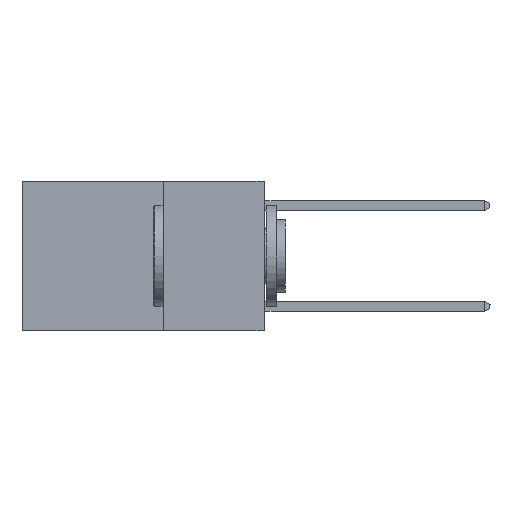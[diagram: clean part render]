
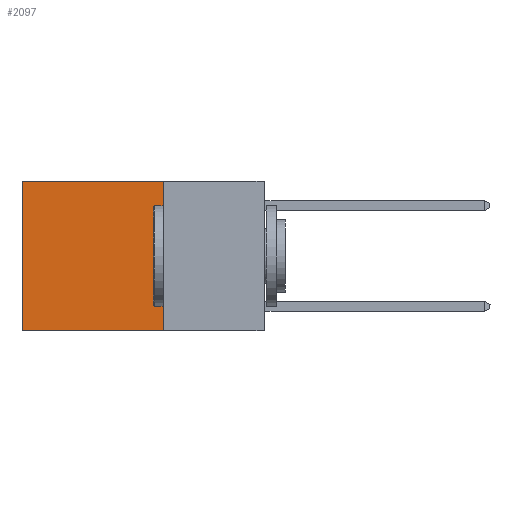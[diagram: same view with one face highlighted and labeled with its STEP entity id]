
A CAD part, left-side view. The second image highlights one B-rep face of the part: STEP entity #2097.
In plain terms, the highlighted planar face has unit normal (-1, 0, 0).
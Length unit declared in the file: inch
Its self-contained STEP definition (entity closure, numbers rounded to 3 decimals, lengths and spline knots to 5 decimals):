
#708 = ORIENTED_EDGE ( 'NONE', *, *, #3571, .F. ) ;
#1674 = VECTOR ( 'NONE', #5279, 39.37008 ) ;
#1887 = DIRECTION ( 'NONE',  ( 0., 0., -1. ) ) ;
#2038 = DIRECTION ( 'NONE',  ( 1., 0., 0. ) ) ;
#2097 = ADVANCED_FACE ( 'NONE', ( #11424 ), #6064, .F. ) ;
#2501 = EDGE_CURVE ( 'NONE', #2649, #9023, #5358, .T. ) ;
#2649 = VERTEX_POINT ( 'NONE', #4261 ) ;
#2796 = VECTOR ( 'NONE', #1887, 39.37008 ) ;
#3571 = EDGE_CURVE ( 'NONE', #9023, #4923, #6691, .T. ) ;
#3684 = ORIENTED_EDGE ( 'NONE', *, *, #3935, .T. ) ;
#3935 = EDGE_CURVE ( 'NONE', #10819, #4923, #10212, .T. ) ;
#4261 = CARTESIAN_POINT ( 'NONE',  ( 0.2625, 0.25, 0. ) ) ;
#4923 = VERTEX_POINT ( 'NONE', #8964 ) ;
#5141 = DIRECTION ( 'NONE',  ( 0., 0., -1. ) ) ;
#5279 = DIRECTION ( 'NONE',  ( 0., 1., 0. ) ) ;
#5358 = LINE ( 'NONE', #5921, #2796 ) ;
#5512 = AXIS2_PLACEMENT_3D ( 'NONE', #7901, #2038, #8894 ) ;
#5921 = CARTESIAN_POINT ( 'NONE',  ( 0.2625, 0.25, 0. ) ) ;
#6064 = PLANE ( 'NONE',  #5512 ) ;
#6691 = LINE ( 'NONE', #7204, #1674 ) ;
#7204 = CARTESIAN_POINT ( 'NONE',  ( 0.2625, 0.25, -0.37 ) ) ;
#7206 = CARTESIAN_POINT ( 'NONE',  ( 0.2625, 0.6, 0. ) ) ;
#7327 = LINE ( 'NONE', #10983, #9533 ) ;
#7695 = VECTOR ( 'NONE', #5141, 39.37008 ) ;
#7901 = CARTESIAN_POINT ( 'NONE',  ( 0.2625, 0.25, 0. ) ) ;
#8539 = ORIENTED_EDGE ( 'NONE', *, *, #2501, .F. ) ;
#8894 = DIRECTION ( 'NONE',  ( 0., 0., -1. ) ) ;
#8930 = CARTESIAN_POINT ( 'NONE',  ( 0.2625, 0.6, 0. ) ) ;
#8964 = CARTESIAN_POINT ( 'NONE',  ( 0.2625, 0.6, -0.37 ) ) ;
#8981 = ORIENTED_EDGE ( 'NONE', *, *, #9720, .T. ) ;
#9023 = VERTEX_POINT ( 'NONE', #11949 ) ;
#9533 = VECTOR ( 'NONE', #11935, 39.37008 ) ;
#9720 = EDGE_CURVE ( 'NONE', #2649, #10819, #7327, .T. ) ;
#10212 = LINE ( 'NONE', #8930, #7695 ) ;
#10473 = EDGE_LOOP ( 'NONE', ( #3684, #708, #8539, #8981 ) ) ;
#10819 = VERTEX_POINT ( 'NONE', #7206 ) ;
#10983 = CARTESIAN_POINT ( 'NONE',  ( 0.2625, 0.25, 0. ) ) ;
#11424 = FACE_OUTER_BOUND ( 'NONE', #10473, .T. ) ;
#11935 = DIRECTION ( 'NONE',  ( 0., 1., 0. ) ) ;
#11949 = CARTESIAN_POINT ( 'NONE',  ( 0.2625, 0.25, -0.37 ) ) ;
